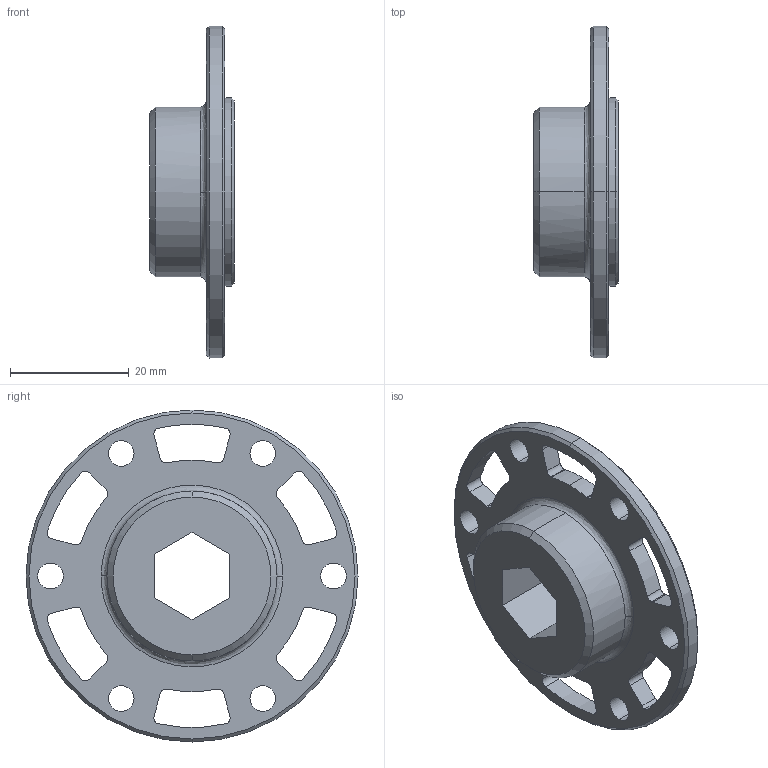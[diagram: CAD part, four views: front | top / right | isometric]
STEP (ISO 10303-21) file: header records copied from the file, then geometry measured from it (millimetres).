
FILE_DESCRIPTION (( 'STEP AP203' ), '1' );
FILE_NAME ('217-2592.20121203.STEP', '2012-12-04T04:43:19', ( 'svradm' ), ( 'Microsoft' ), 'SwSTEP 2.0', 'SolidWorks 2012', '' );
FILE_SCHEMA (( 'CONFIG_CONTROL_DESIGN' ));
Length unit declared in the file: inch
Products named in the file (1): 217-2592.20121203
Bounding box: 14.3 x 55.88 x 55.88 mm (x, y, z)
Volume: 11058.8 mm3; surface area: 6509.5 mm2
Topology: 1 solids, 1 shells, 99 faces, 274 edges, 180 vertices
Faces by surface type: cylinder 64, plane 23, cone 10, bspline 2
Entity records: 3537 total; most frequent: CARTESIAN_POINT 750, DIRECTION 608, ORIENTED_EDGE 548, EDGE_CURVE 274, AXIS2_PLACEMENT_3D 240, VERTEX_POINT 180, CIRCLE 142, VECTOR 128
